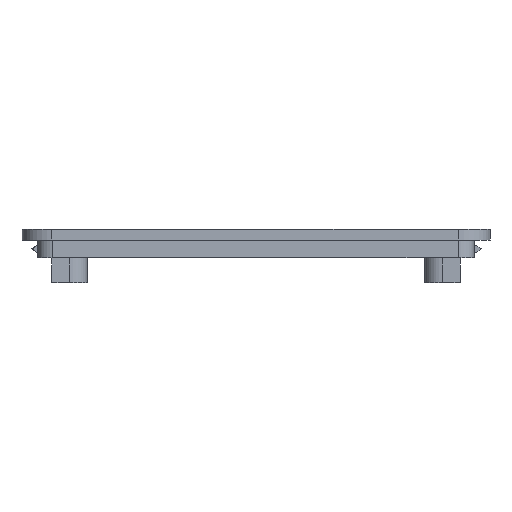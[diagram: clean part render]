
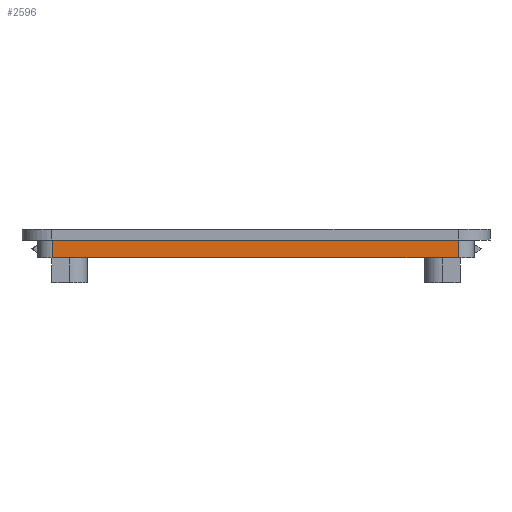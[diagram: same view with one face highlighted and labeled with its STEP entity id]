
A CAD part, left-side view. The second image highlights one B-rep face of the part: STEP entity #2596.
In plain terms, the highlighted planar face has unit normal (-1, 0, 0).
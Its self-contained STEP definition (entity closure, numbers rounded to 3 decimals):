
#306=FACE_OUTER_BOUND('',#453,.T.);
#453=EDGE_LOOP('',(#2318,#2319,#2320,#2321));
#671=LINE('',#4546,#943);
#724=LINE('',#4659,#996);
#725=LINE('',#4662,#997);
#726=LINE('',#4663,#998);
#943=VECTOR('',#3104,10.);
#996=VECTOR('',#3207,10.);
#997=VECTOR('',#3210,10.);
#998=VECTOR('',#3211,10.);
#1213=VERTEX_POINT('',#4543);
#1214=VERTEX_POINT('',#4545);
#1249=VERTEX_POINT('',#4657);
#1250=VERTEX_POINT('',#4661);
#1558=EDGE_CURVE('',#1213,#1214,#671,.T.);
#1614=EDGE_CURVE('',#1249,#1214,#724,.T.);
#1615=EDGE_CURVE('',#1249,#1250,#725,.T.);
#1616=EDGE_CURVE('',#1250,#1213,#726,.T.);
#2318=ORIENTED_EDGE('',*,*,#1615,.F.);
#2319=ORIENTED_EDGE('',*,*,#1614,.T.);
#2320=ORIENTED_EDGE('',*,*,#1558,.F.);
#2321=ORIENTED_EDGE('',*,*,#1616,.F.);
#2465=PLANE('',#2725);
#2596=ADVANCED_FACE('',(#306),#2465,.T.);
#2725=AXIS2_PLACEMENT_3D('',#4660,#3208,#3209);
#3104=DIRECTION('',(0.,1.,0.));
#3207=DIRECTION('',(0.,0.,-1.));
#3208=DIRECTION('center_axis',(-1.,0.,0.));
#3209=DIRECTION('ref_axis',(0.,1.,0.));
#3210=DIRECTION('',(0.,-1.,0.));
#3211=DIRECTION('',(0.,0.,-1.));
#4543=CARTESIAN_POINT('',(-43.3,-28.213,5.599));
#4545=CARTESIAN_POINT('',(-43.3,29.003,5.599));
#4546=CARTESIAN_POINT('',(-43.3,-28.213,5.599));
#4657=CARTESIAN_POINT('',(-43.3,29.003,8.099));
#4659=CARTESIAN_POINT('',(-43.3,29.003,8.099));
#4660=CARTESIAN_POINT('Origin',(-43.3,-28.213,8.099));
#4661=CARTESIAN_POINT('',(-43.3,-28.213,8.099));
#4662=CARTESIAN_POINT('',(-43.3,-13.963,8.099));
#4663=CARTESIAN_POINT('',(-43.3,-28.213,8.099));
